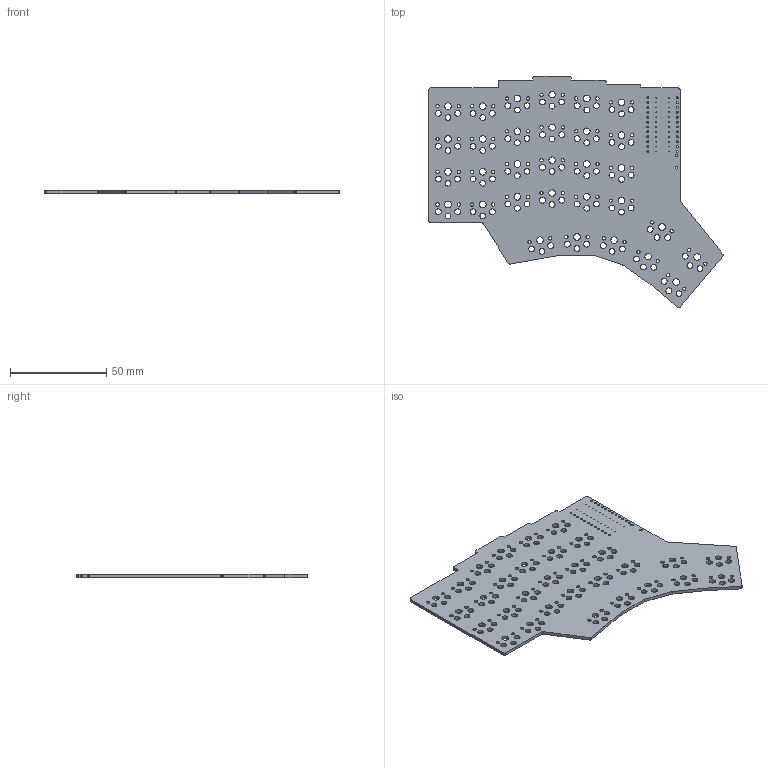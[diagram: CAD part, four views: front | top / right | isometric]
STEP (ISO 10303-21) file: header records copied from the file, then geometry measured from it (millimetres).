
FILE_DESCRIPTION(('KiCad electronic assembly'),'2;1');
FILE_NAME('nib.step','2023-08-04T21:18:42',('Pcbnew'),('Kicad'), 'Open CASCADE STEP processor 7.6','KiCad to STEP converter','Unknown' );
FILE_SCHEMA(('AUTOMOTIVE_DESIGN { 1 0 10303 214 1 1 1 1 }'));
Length unit declared in the file: millimetre
Products named in the file (2): nib 1; _autosave-nib PCB
Assembly tree (1 placements, depth 2):
  nib 1
    _autosave-nib PCB
Bounding box: 152.77 x 120.01 x 1.6 mm (x, y, z)
Volume: 17855.9 mm3; surface area: 25752.1 mm2
Topology: 1 solids, 1 shells, 360 faces, 1074 edges, 716 vertices
Faces by surface type: cylinder 236, plane 124
Full cylindrical faces by diameter (mm): 0.4 x24, 1 x24, 1.3 x2, 1.702 x62, 3 x93, 3.429 x31
Entity records: 28679 total; most frequent: CARTESIAN_POINT 7132, DIRECTION 3946, LINE 2278, VECTOR 2278, ORIENTED_EDGE 2148, PCURVE 2148, DEFINITIONAL_REPRESENTATION 2148, EDGE_CURVE 1074
